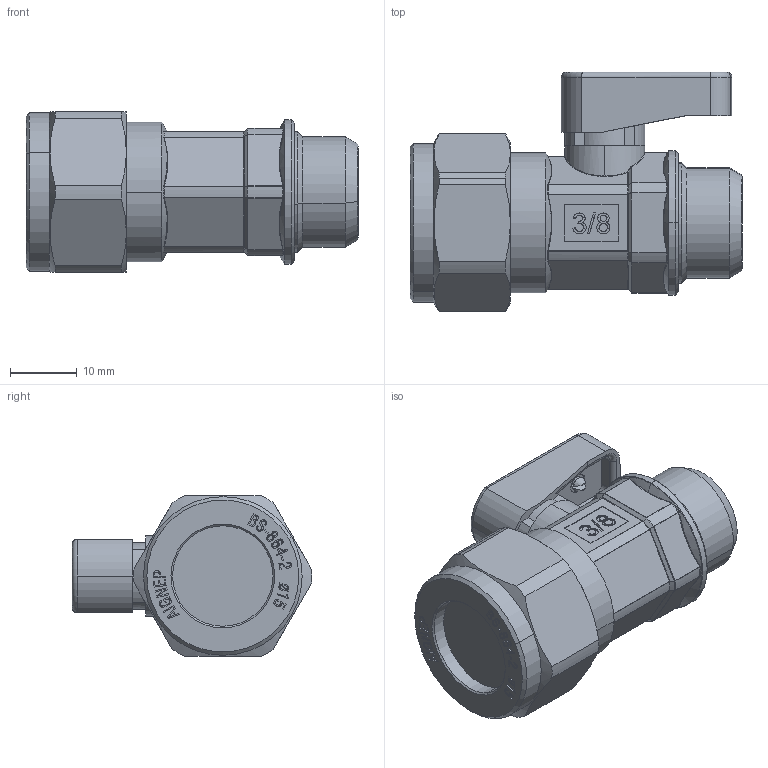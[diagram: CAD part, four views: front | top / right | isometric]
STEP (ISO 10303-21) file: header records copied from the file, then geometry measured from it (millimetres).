
FILE_DESCRIPTION (( 'STEP AP214' ), '1' );
FILE_NAME ('0644000010.step', '2012-10-02T16:33:03', ( '' ), ( '' ), 'SwSTEP 2.0', 'SolidWorks 2012', '' );
FILE_SCHEMA (( 'AUTOMOTIVE_DESIGN' ));
Length unit declared in the file: millimetre
Products named in the file (1): 0644000010
Bounding box: 49.6 x 35.8 x 24.02 mm (x, y, z)
Volume: 17645.7 mm3; surface area: 6332.2 mm2
Topology: 8 solids, 17 shells, 1056 faces, 2674 edges, 1678 vertices
Faces by surface type: plane 428, bspline 368, cylinder 146, torus 53, cone 39, sphere 22
Entity records: 46593 total; most frequent: CARTESIAN_POINT 23936, ORIENTED_EDGE 5296, DIRECTION 3611, EDGE_CURVE 2648, VERTEX_POINT 1678, LINE 1335, VECTOR 1335, AXIS2_PLACEMENT_3D 1138
